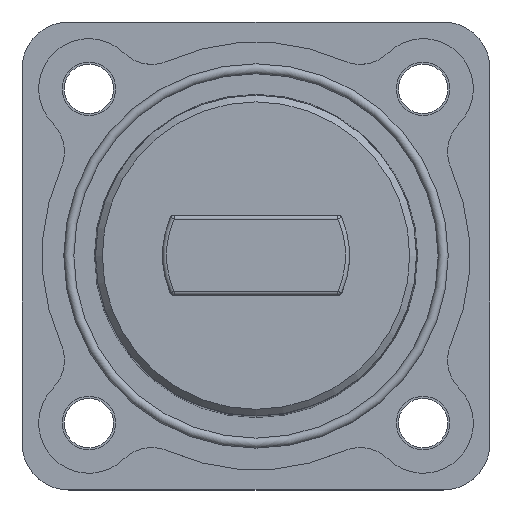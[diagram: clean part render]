
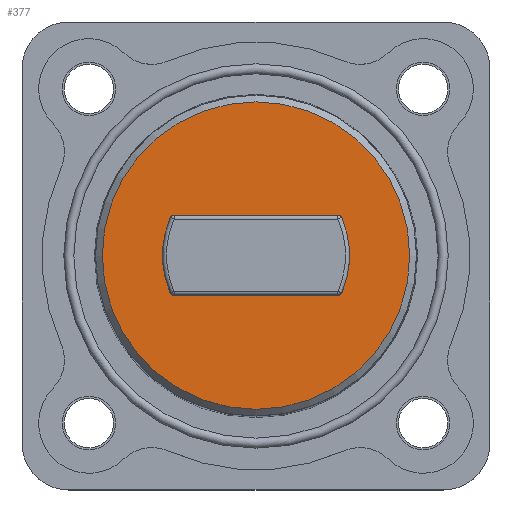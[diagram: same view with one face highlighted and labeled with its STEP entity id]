
A CAD part, top view. The second image highlights one B-rep face of the part: STEP entity #377.
In plain terms, the highlighted planar face has unit normal (0, 0, 1).
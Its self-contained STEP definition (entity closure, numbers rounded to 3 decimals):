
#270=FACE_BOUND('',#658,.T.);
#271=FACE_BOUND('',#659,.T.);
#377=ADVANCED_FACE('',(#270,#271),#433,.T.);
#433=PLANE('',#2134);
#658=EDGE_LOOP('',(#1217,#1218,#1219,#1220,#1221,#1222,#1223,#1224));
#659=EDGE_LOOP('',(#1225));
#695=CIRCLE('',#1926,11.497);
#802=CIRCLE('',#2128,7.);
#803=CIRCLE('',#2129,0.3);
#804=CIRCLE('',#2130,0.3);
#805=CIRCLE('',#2131,7.);
#806=CIRCLE('',#2132,0.3);
#807=CIRCLE('',#2133,0.3);
#1217=ORIENTED_EDGE('',*,*,#1677,.T.);
#1218=ORIENTED_EDGE('',*,*,#1678,.T.);
#1219=ORIENTED_EDGE('',*,*,#1679,.T.);
#1220=ORIENTED_EDGE('',*,*,#1680,.T.);
#1221=ORIENTED_EDGE('',*,*,#1681,.T.);
#1222=ORIENTED_EDGE('',*,*,#1682,.T.);
#1223=ORIENTED_EDGE('',*,*,#1683,.T.);
#1224=ORIENTED_EDGE('',*,*,#1684,.T.);
#1225=ORIENTED_EDGE('',*,*,#1496,.T.);
#1332=VERTEX_POINT('',#2821);
#1452=VERTEX_POINT('',#3217);
#1453=VERTEX_POINT('',#3218);
#1454=VERTEX_POINT('',#3220);
#1455=VERTEX_POINT('',#3222);
#1456=VERTEX_POINT('',#3224);
#1457=VERTEX_POINT('',#3226);
#1458=VERTEX_POINT('',#3228);
#1459=VERTEX_POINT('',#3230);
#1496=EDGE_CURVE('',#1332,#1332,#695,.T.);
#1677=EDGE_CURVE('',#1452,#1453,#802,.T.);
#1678=EDGE_CURVE('',#1453,#1454,#803,.T.);
#1679=EDGE_CURVE('',#1454,#1455,#1807,.T.);
#1680=EDGE_CURVE('',#1455,#1456,#804,.T.);
#1681=EDGE_CURVE('',#1456,#1457,#805,.T.);
#1682=EDGE_CURVE('',#1457,#1458,#806,.T.);
#1683=EDGE_CURVE('',#1458,#1459,#1808,.T.);
#1684=EDGE_CURVE('',#1459,#1452,#807,.T.);
#1807=LINE('',#3221,#1901);
#1808=LINE('',#3229,#1902);
#1901=VECTOR('',#2685,1.);
#1902=VECTOR('',#2692,1.);
#1926=AXIS2_PLACEMENT_3D('',#2820,#2203,#2204);
#2128=AXIS2_PLACEMENT_3D('',#3216,#2681,#2682);
#2129=AXIS2_PLACEMENT_3D('',#3219,#2683,#2684);
#2130=AXIS2_PLACEMENT_3D('',#3223,#2686,#2687);
#2131=AXIS2_PLACEMENT_3D('',#3225,#2688,#2689);
#2132=AXIS2_PLACEMENT_3D('',#3227,#2690,#2691);
#2133=AXIS2_PLACEMENT_3D('',#3231,#2693,#2694);
#2134=AXIS2_PLACEMENT_3D('',#3232,#2695,#2696);
#2203=DIRECTION('',(0.,0.,1.));
#2204=DIRECTION('',(1.,0.,0.));
#2681=DIRECTION('',(0.,0.,-1.));
#2682=DIRECTION('',(1.,0.,0.));
#2683=DIRECTION('',(0.,0.,-1.));
#2684=DIRECTION('',(-1.,0.,0.));
#2685=DIRECTION('',(1.,0.,0.));
#2686=DIRECTION('',(0.,0.,-1.));
#2687=DIRECTION('',(-1.,0.,0.));
#2688=DIRECTION('',(0.,0.,-1.));
#2689=DIRECTION('',(1.,0.,0.));
#2690=DIRECTION('',(0.,0.,-1.));
#2691=DIRECTION('',(1.,0.,0.));
#2692=DIRECTION('',(-1.,0.,0.));
#2693=DIRECTION('',(0.,0.,-1.));
#2694=DIRECTION('',(1.,0.,0.));
#2695=DIRECTION('',(0.,0.,1.));
#2696=DIRECTION('',(1.,0.,0.));
#2820=CARTESIAN_POINT('',(0.,0.,20.));
#2821=CARTESIAN_POINT('',(11.497,0.,20.));
#3216=CARTESIAN_POINT('',(0.,0.,20.));
#3217=CARTESIAN_POINT('',(-6.406,-2.821,20.));
#3218=CARTESIAN_POINT('',(-6.406,2.821,20.));
#3219=CARTESIAN_POINT('',(-6.132,2.7,20.));
#3220=CARTESIAN_POINT('',(-6.132,3.,20.));
#3221=CARTESIAN_POINT('',(10.155,3.,20.));
#3222=CARTESIAN_POINT('',(6.132,3.,20.));
#3223=CARTESIAN_POINT('',(6.132,2.7,20.));
#3224=CARTESIAN_POINT('',(6.406,2.821,20.));
#3225=CARTESIAN_POINT('',(0.,0.,20.));
#3226=CARTESIAN_POINT('',(6.406,-2.821,20.));
#3227=CARTESIAN_POINT('',(6.132,-2.7,20.));
#3228=CARTESIAN_POINT('',(6.132,-3.,20.));
#3229=CARTESIAN_POINT('',(10.155,-3.,20.));
#3230=CARTESIAN_POINT('',(-6.132,-3.,20.));
#3231=CARTESIAN_POINT('',(-6.132,-2.7,20.));
#3232=CARTESIAN_POINT('',(0.,0.,20.));
